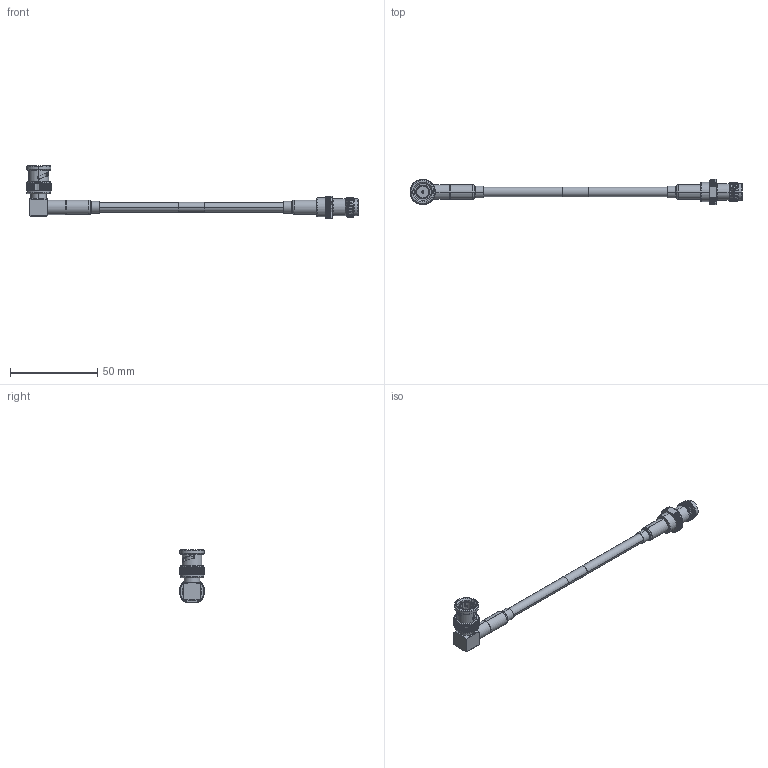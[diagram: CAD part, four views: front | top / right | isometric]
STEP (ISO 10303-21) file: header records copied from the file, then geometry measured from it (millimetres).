
FILE_DESCRIPTION (( 'STEP AP203' ), '1' );
FILE_NAME ('FMCA2699.STEP', '2022-03-09T17:04:22', ( '' ), ( '' ), 'SwSTEP 2.0', 'SolidWorks 2021', '' );
FILE_SCHEMA (( 'CONFIG_CONTROL_DESIGN' ));
Length unit declared in the file: millimetre
Products named in the file (5): RG223_with label; FMCN1752_WITH FERRULE; CA-240-MA1_.75" Long; FMCN1372; FMCA2699
Assembly tree (5 placements, depth 2):
  FMCA2699
    RG223_with label
    FMCN1752_WITH FERRULE
    FMCN1372
    CA-240-MA1_.75" Long  x2
Bounding box: 189.83 x 14.5 x 30.23 mm (x, y, z)
Volume: 8614.9 mm3; surface area: 10178.4 mm2
Topology: 7 solids, 7 shells, 780 faces, 1966 edges, 1221 vertices
Faces by surface type: plane 335, cylinder 259, cone 148, torus 25, bspline 13
Entity records: 25604 total; most frequent: CARTESIAN_POINT 7146, ORIENTED_EDGE 3844, DIRECTION 3680, EDGE_CURVE 1922, AXIS2_PLACEMENT_3D 1383, VERTEX_POINT 1197, VECTOR 914, LINE 914
